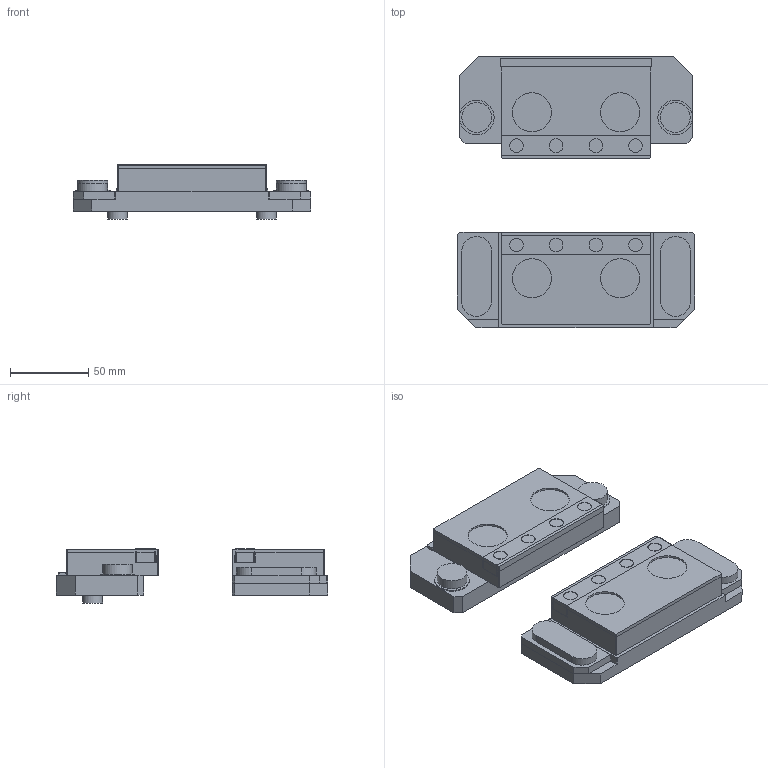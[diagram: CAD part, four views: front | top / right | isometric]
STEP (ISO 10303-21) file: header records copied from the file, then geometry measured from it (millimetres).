
FILE_DESCRIPTION(/* description */ (''),/* implementation_level */ '2;1');
FILE_NAME(/* name */ 'Gen3 Single Station Mod Vise (1-2in).step',/* time_stamp */ '2024-01-18T11:55:54-05:00',/* author */ (''),/* organization */ (''),/* preprocessor_version */ 'ST-DEVELOPER v20',/* originating_system */ 'Autodesk Translation Framework v12.14.0.127',/* authorisation */ '');
FILE_SCHEMA (('AUTOMOTIVE_DESIGN { 1 0 10303 214 3 1 1 }'));
Length unit declared in the file: inch
Products named in the file (14): Gen3 CAM Sample (1/2", SS); Moving Side; 1/2" Adjustable Side Base; Insert Bars; Gen3 Smooth Insert Bar; Castle Grips; Castle Grip Strip; Castle Grip Strip_1; Castle Grip; Soft Jaws; Soft Jaw; Fixed Side; 1/2" Fixed Side Base; Top Jaw
Assembly tree (23 placements, depth 4):
  Gen3 CAM Sample (1/2", SS)
    Moving Side
      Top Jaw
      1/2" Adjustable Side Base
    Insert Bars
      Gen3 Smooth Insert Bar  x2
    Castle Grips
      Castle Grip Strip
        Castle Grip  x4
      Castle Grip Strip_1
        Castle Grip  x4
    Soft Jaws
      Soft Jaw  x2
    Fixed Side
      1/2" Fixed Side Base
      Top Jaw
Bounding box: 152.15 x 173.71 x 34.61 mm (x, y, z)
Volume: 593054.3 mm3; surface area: 133047.6 mm2
Topology: 16 solids, 16 shells, 913 faces, 2558 edges, 1788 vertices
Faces by surface type: plane 437, cylinder 310, bspline 162, cone 4
Full cylindrical faces by diameter (mm): 4.234 x8, 5.25 x8, 5.254 x8, 8.738 x8, 9.728 x8, 10.274 x2, 12 x8, 12.705 x2, 12.75 x2, 12.954 x2, 19.05 x2, 22.225 x2, 25.001 x4
Entity records: 12771 total; most frequent: CARTESIAN_POINT 4574, ORIENTED_EDGE 1724, DIRECTION 1408, EDGE_CURVE 862, VERTEX_POINT 585, LINE 490, VECTOR 490, AXIS2_PLACEMENT_3D 459
